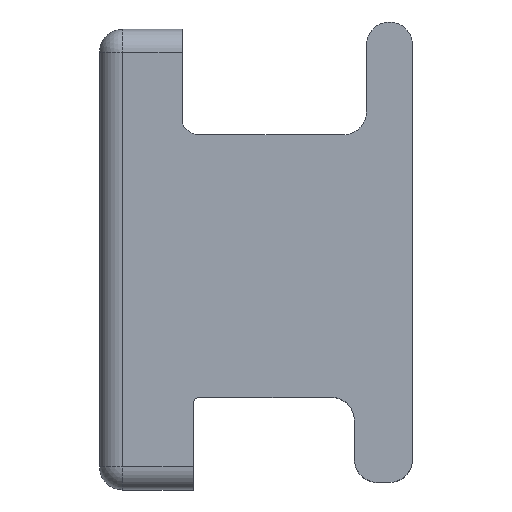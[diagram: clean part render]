
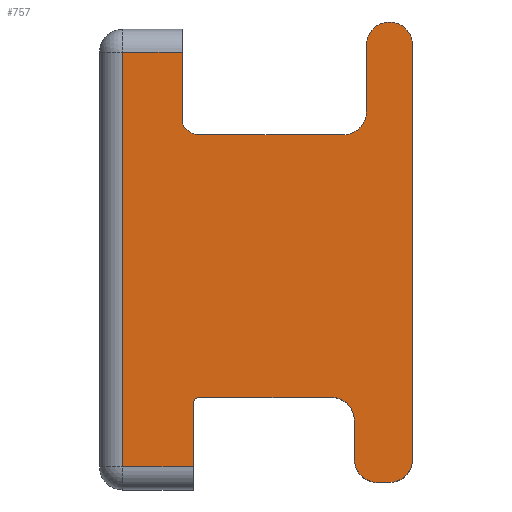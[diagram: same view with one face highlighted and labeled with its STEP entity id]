
A CAD part, top view. The second image highlights one B-rep face of the part: STEP entity #757.
In plain terms, the highlighted planar face has unit normal (0, 0, 1).
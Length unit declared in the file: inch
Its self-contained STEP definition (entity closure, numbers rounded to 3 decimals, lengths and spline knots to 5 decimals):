
#32=PLANE('',#841);
#54=FACE_OUTER_BOUND('',#94,.T.);
#94=EDGE_LOOP('',(#554,#555,#556,#557,#558,#559,#560,#561,#562,#563,#564,
#565,#566,#567,#568,#569,#570,#571));
#149=LINE('',#1241,#209);
#154=LINE('',#1251,#214);
#155=LINE('',#1253,#215);
#156=LINE('',#1257,#216);
#157=LINE('',#1261,#217);
#158=LINE('',#1263,#218);
#159=LINE('',#1267,#219);
#160=LINE('',#1271,#220);
#161=LINE('',#1275,#221);
#162=LINE('',#1277,#222);
#163=LINE('',#1278,#223);
#209=VECTOR('',#978,0.3937);
#214=VECTOR('',#985,0.3937);
#215=VECTOR('',#986,0.3937);
#216=VECTOR('',#989,0.3937);
#217=VECTOR('',#994,0.3937);
#218=VECTOR('',#995,0.3937);
#219=VECTOR('',#998,0.3937);
#220=VECTOR('',#1001,0.3937);
#221=VECTOR('',#1004,0.3937);
#222=VECTOR('',#1005,0.3937);
#223=VECTOR('',#1006,0.3937);
#276=CIRCLE('',#838,0.125);
#278=CIRCLE('',#842,0.03375);
#279=CIRCLE('',#843,0.125);
#280=CIRCLE('',#844,0.125);
#281=CIRCLE('',#845,0.125);
#282=CIRCLE('',#846,0.125);
#283=CIRCLE('',#847,0.10375);
#334=VERTEX_POINT('',#1227);
#335=VERTEX_POINT('',#1229);
#338=VERTEX_POINT('',#1238);
#339=VERTEX_POINT('',#1240);
#342=VERTEX_POINT('',#1249);
#343=VERTEX_POINT('',#1250);
#344=VERTEX_POINT('',#1252);
#345=VERTEX_POINT('',#1254);
#346=VERTEX_POINT('',#1256);
#347=VERTEX_POINT('',#1259);
#348=VERTEX_POINT('',#1262);
#349=VERTEX_POINT('',#1264);
#350=VERTEX_POINT('',#1266);
#351=VERTEX_POINT('',#1268);
#352=VERTEX_POINT('',#1270);
#353=VERTEX_POINT('',#1272);
#354=VERTEX_POINT('',#1274);
#355=VERTEX_POINT('',#1276);
#415=EDGE_CURVE('',#334,#335,#276,.T.);
#421=EDGE_CURVE('',#339,#338,#149,.T.);
#426=EDGE_CURVE('',#342,#343,#154,.T.);
#427=EDGE_CURVE('',#342,#344,#155,.T.);
#428=EDGE_CURVE('',#344,#345,#278,.T.);
#429=EDGE_CURVE('',#345,#346,#156,.T.);
#430=EDGE_CURVE('',#339,#346,#279,.T.);
#431=EDGE_CURVE('',#347,#338,#280,.T.);
#432=EDGE_CURVE('',#347,#335,#157,.T.);
#433=EDGE_CURVE('',#334,#348,#158,.T.);
#434=EDGE_CURVE('',#349,#348,#281,.T.);
#435=EDGE_CURVE('',#349,#350,#159,.T.);
#436=EDGE_CURVE('',#351,#350,#282,.T.);
#437=EDGE_CURVE('',#351,#352,#160,.T.);
#438=EDGE_CURVE('',#352,#353,#283,.T.);
#439=EDGE_CURVE('',#353,#354,#161,.T.);
#440=EDGE_CURVE('',#355,#354,#162,.T.);
#441=EDGE_CURVE('',#343,#355,#163,.T.);
#554=ORIENTED_EDGE('',*,*,#426,.F.);
#555=ORIENTED_EDGE('',*,*,#427,.T.);
#556=ORIENTED_EDGE('',*,*,#428,.T.);
#557=ORIENTED_EDGE('',*,*,#429,.T.);
#558=ORIENTED_EDGE('',*,*,#430,.F.);
#559=ORIENTED_EDGE('',*,*,#421,.T.);
#560=ORIENTED_EDGE('',*,*,#431,.F.);
#561=ORIENTED_EDGE('',*,*,#432,.T.);
#562=ORIENTED_EDGE('',*,*,#415,.F.);
#563=ORIENTED_EDGE('',*,*,#433,.T.);
#564=ORIENTED_EDGE('',*,*,#434,.F.);
#565=ORIENTED_EDGE('',*,*,#435,.T.);
#566=ORIENTED_EDGE('',*,*,#436,.F.);
#567=ORIENTED_EDGE('',*,*,#437,.T.);
#568=ORIENTED_EDGE('',*,*,#438,.T.);
#569=ORIENTED_EDGE('',*,*,#439,.T.);
#570=ORIENTED_EDGE('',*,*,#440,.F.);
#571=ORIENTED_EDGE('',*,*,#441,.F.);
#757=ADVANCED_FACE('',(#54),#32,.T.);
#838=AXIS2_PLACEMENT_3D('',#1230,#968,#969);
#841=AXIS2_PLACEMENT_3D('',#1248,#983,#984);
#842=AXIS2_PLACEMENT_3D('',#1255,#987,#988);
#843=AXIS2_PLACEMENT_3D('',#1258,#990,#991);
#844=AXIS2_PLACEMENT_3D('',#1260,#992,#993);
#845=AXIS2_PLACEMENT_3D('',#1265,#996,#997);
#846=AXIS2_PLACEMENT_3D('',#1269,#999,#1000);
#847=AXIS2_PLACEMENT_3D('',#1273,#1002,#1003);
#968=DIRECTION('center_axis',(0.,0.,
-1.));
#969=DIRECTION('ref_axis',(0.707,-0.707,0.));
#978=DIRECTION('',(0.,-1.,0.));
#983=DIRECTION('center_axis',(0.,0.,
1.));
#984=DIRECTION('ref_axis',(1.,0.,0.));
#985=DIRECTION('',(-1.,0.,0.));
#986=DIRECTION('',(0.,1.,0.));
#987=DIRECTION('center_axis',(0.,0.,
-1.));
#988=DIRECTION('ref_axis',(0.,-1.,0.));
#989=DIRECTION('',(1.,0.,0.));
#990=DIRECTION('center_axis',(0.,0.,
1.));
#991=DIRECTION('ref_axis',(0.707,0.707,0.));
#992=DIRECTION('center_axis',(0.,0.,
-1.));
#993=DIRECTION('ref_axis',(-0.707,-0.707,0.));
#994=DIRECTION('',(1.,0.,0.));
#995=DIRECTION('',(0.,1.,0.));
#996=DIRECTION('center_axis',(0.,0.,
-1.));
#997=DIRECTION('ref_axis',(-0.707,0.707,0.));
#998=DIRECTION('',(0.,-1.,0.));
#999=DIRECTION('center_axis',(0.,0.,
1.));
#1000=DIRECTION('ref_axis',(0.707,-0.707,0.));
#1001=DIRECTION('',(-1.,0.,0.));
#1002=DIRECTION('center_axis',(0.,0.,
-1.));
#1003=DIRECTION('ref_axis',(1.,0.,0.));
#1004=DIRECTION('',(0.,1.,0.));
#1005=DIRECTION('',(1.,0.,0.));
#1006=DIRECTION('',(0.,1.,0.));
#1227=CARTESIAN_POINT('',(1.1875,-1.86625,0.));
#1229=CARTESIAN_POINT('',(1.0625,-1.99125,0.));
#1230=CARTESIAN_POINT('Origin',(1.0625,-1.86625,0.));
#1238=CARTESIAN_POINT('',(0.8715,-1.86625,0.));
#1240=CARTESIAN_POINT('',(0.8715,-1.65375,0.));
#1241=CARTESIAN_POINT('',(0.8715,-1.52875,0.));
#1248=CARTESIAN_POINT('Origin',(-0.2875,-0.78125,0.));
#1249=CARTESIAN_POINT('',(-0.0025,-1.90625,0.));
#1250=CARTESIAN_POINT('',(-0.3875,-1.90625,0.));
#1251=CARTESIAN_POINT('',(-0.175,-1.90625,0.));
#1252=CARTESIAN_POINT('',(-0.0025,-1.5625,0.));
#1253=CARTESIAN_POINT('',(-0.0025,-1.90625,0.));
#1254=CARTESIAN_POINT('',(0.03125,-1.52875,0.));
#1255=CARTESIAN_POINT('Origin',(0.03125,-1.5625,0.));
#1256=CARTESIAN_POINT('',(0.7465,-1.52875,0.));
#1257=CARTESIAN_POINT('',(0.03125,-1.52875,0.));
#1258=CARTESIAN_POINT('Origin',(0.7465,-1.65375,0.));
#1259=CARTESIAN_POINT('',(0.9965,-1.99125,0.));
#1260=CARTESIAN_POINT('Origin',(0.9965,-1.86625,0.));
#1261=CARTESIAN_POINT('',(0.9375,-1.99125,0.));
#1262=CARTESIAN_POINT('',(1.1875,0.38375,0.));
#1263=CARTESIAN_POINT('',(1.1875,-1.99125,0.));
#1264=CARTESIAN_POINT('',(0.9375,0.38375,0.));
#1265=CARTESIAN_POINT('Origin',(1.0625,0.38375,0.));
#1266=CARTESIAN_POINT('',(0.9375,0.02125,0.));
#1267=CARTESIAN_POINT('',(0.9375,0.50875,0.));
#1268=CARTESIAN_POINT('',(0.8125,-0.10375,0.));
#1269=CARTESIAN_POINT('Origin',(0.8125,0.02125,0.));
#1270=CARTESIAN_POINT('',(0.03125,-0.10375,0.));
#1271=CARTESIAN_POINT('',(0.9375,-0.10375,0.));
#1272=CARTESIAN_POINT('',(-0.0625,-0.04444,0.));
#1273=CARTESIAN_POINT('Origin',(0.03125,0.,
0.));
#1274=CARTESIAN_POINT('',(-0.0625,0.34375,0.));
#1275=CARTESIAN_POINT('',(-0.0625,-2.03125,0.));
#1276=CARTESIAN_POINT('',(-0.3875,0.34375,0.));
#1277=CARTESIAN_POINT('',(-0.4,0.34375,0.));
#1278=CARTESIAN_POINT('',(-0.3875,-1.40625,0.));
